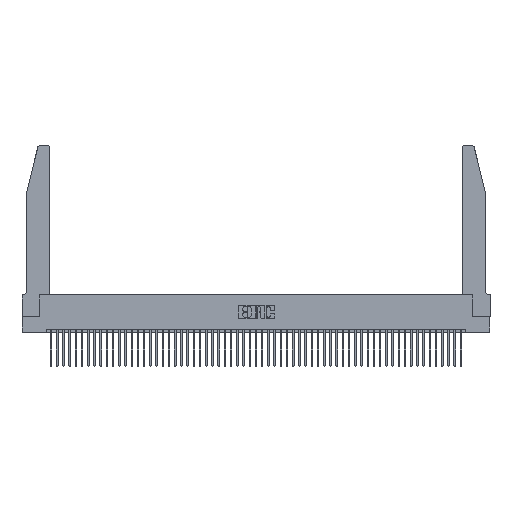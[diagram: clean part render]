
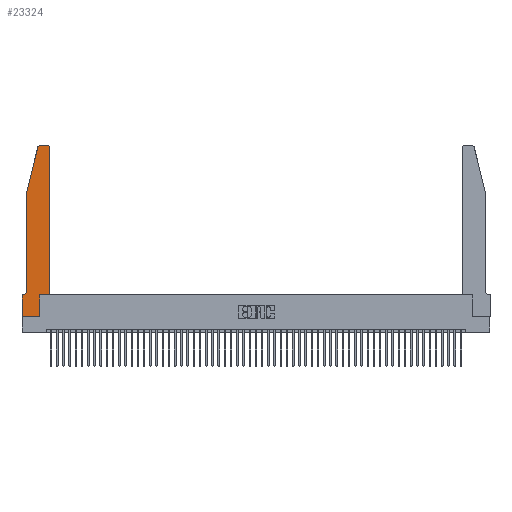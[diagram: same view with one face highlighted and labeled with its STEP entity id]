
A CAD part, top view. The second image highlights one B-rep face of the part: STEP entity #23324.
In plain terms, the highlighted planar face has unit normal (0, 0, 1).
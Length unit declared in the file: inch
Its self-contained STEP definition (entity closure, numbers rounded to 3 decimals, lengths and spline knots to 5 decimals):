
#347 = DIRECTION ( 'NONE',  ( 0., 0., 1. ) ) ;
#1256 = LINE ( 'NONE', #47972, #23638 ) ;
#1956 = PLANE ( 'NONE',  #36494 ) ;
#3547 = CARTESIAN_POINT ( 'NONE',  ( 0.4505, 2.72, 0.37 ) ) ;
#3731 = CARTESIAN_POINT ( 'NONE',  ( 0.284, 2.72, 0.37 ) ) ;
#4002 = DIRECTION ( 'NONE',  ( 0., -1., 0. ) ) ;
#4005 = VERTEX_POINT ( 'NONE', #51210 ) ;
#4231 = CARTESIAN_POINT ( 'NONE',  ( 0.4505, 0.35, 0.37 ) ) ;
#4659 = EDGE_CURVE ( 'NONE', #20054, #45073, #15147, .T. ) ;
#4797 = ORIENTED_EDGE ( 'NONE', *, *, #4659, .T. ) ;
#5420 = AXIS2_PLACEMENT_3D ( 'NONE', #25553, #347, #29689 ) ;
#5625 = CIRCLE ( 'NONE', #32942, 0.07 ) ;
#5897 = VERTEX_POINT ( 'NONE', #36310 ) ;
#6068 = EDGE_CURVE ( 'NONE', #5897, #22580, #24203, .T. ) ;
#6238 = DIRECTION ( 'NONE',  ( 1., 0., 0. ) ) ;
#7381 = CARTESIAN_POINT ( 'NONE',  ( 0.2605, 2.75, 0.37 ) ) ;
#7435 = LINE ( 'NONE', #7381, #39336 ) ;
#7991 = DIRECTION ( 'NONE',  ( 1., 0., 0. ) ) ;
#8293 = ORIENTED_EDGE ( 'NONE', *, *, #21242, .T. ) ;
#8489 = DIRECTION ( 'NONE',  ( 0., 1., 0. ) ) ;
#8717 = VERTEX_POINT ( 'NONE', #40528 ) ;
#9728 = CIRCLE ( 'NONE', #10133, 0.03 ) ;
#10133 = AXIS2_PLACEMENT_3D ( 'NONE', #3731, #32928, #7991 ) ;
#11591 = FACE_OUTER_BOUND ( 'NONE', #44581, .T. ) ;
#11657 = DIRECTION ( 'NONE',  ( -1., 0., 0. ) ) ;
#12081 = CARTESIAN_POINT ( 'NONE',  ( 0., 0.35, 0.37 ) ) ;
#12358 = EDGE_CURVE ( 'NONE', #8717, #46039, #9728, .T. ) ;
#12377 = ORIENTED_EDGE ( 'NONE', *, *, #43110, .T. ) ;
#14274 = VECTOR ( 'NONE', #33821, 39.37008 ) ;
#15052 = LINE ( 'NONE', #53811, #35749 ) ;
#15147 = LINE ( 'NONE', #23800, #24911 ) ;
#15597 = ORIENTED_EDGE ( 'NONE', *, *, #33321, .T. ) ;
#16531 = LINE ( 'NONE', #19087, #26309 ) ;
#18285 = VERTEX_POINT ( 'NONE', #38620 ) ;
#19087 = CARTESIAN_POINT ( 'NONE',  ( 0.0755, 0.35, 0.37 ) ) ;
#19947 = VECTOR ( 'NONE', #8489, 39.37008 ) ;
#20009 = CARTESIAN_POINT ( 'NONE',  ( 0.0055, 0.35, 0.37 ) ) ;
#20054 = VERTEX_POINT ( 'NONE', #40394 ) ;
#20767 = VERTEX_POINT ( 'NONE', #12081 ) ;
#21155 = CARTESIAN_POINT ( 'NONE',  ( 0.4205, 2.75, 0.37 ) ) ;
#21242 = EDGE_CURVE ( 'NONE', #20767, #5897, #1256, .T. ) ;
#21559 = VERTEX_POINT ( 'NONE', #21155 ) ;
#21755 = ORIENTED_EDGE ( 'NONE', *, *, #47211, .T. ) ;
#22530 = CIRCLE ( 'NONE', #5420, 0.03 ) ;
#22580 = VERTEX_POINT ( 'NONE', #31335 ) ;
#23324 = ADVANCED_FACE ( 'NONE', ( #11591 ), #1956, .T. ) ;
#23638 = VECTOR ( 'NONE', #52074, 39.37008 ) ;
#23800 = CARTESIAN_POINT ( 'NONE',  ( 0.4505, 0.35, 0.37 ) ) ;
#23809 = VECTOR ( 'NONE', #35145, 39.37008 ) ;
#23851 = DIRECTION ( 'NONE',  ( 0., 0., -1. ) ) ;
#24203 = LINE ( 'NONE', #41555, #35171 ) ;
#24911 = VECTOR ( 'NONE', #52694, 39.37008 ) ;
#25345 = LINE ( 'NONE', #29681, #14274 ) ;
#25553 = CARTESIAN_POINT ( 'NONE',  ( 0.4205, 2.72, 0.37 ) ) ;
#25709 = ORIENTED_EDGE ( 'NONE', *, *, #27712, .T. ) ;
#26309 = VECTOR ( 'NONE', #43871, 39.37008 ) ;
#26709 = EDGE_CURVE ( 'NONE', #21559, #8717, #7435, .T. ) ;
#27712 = EDGE_CURVE ( 'NONE', #22580, #20054, #45787, .T. ) ;
#29102 = DIRECTION ( 'NONE',  ( 1., 0., 0. ) ) ;
#29490 = VERTEX_POINT ( 'NONE', #3547 ) ;
#29681 = CARTESIAN_POINT ( 'NONE',  ( 0.0755, 2., 0.37 ) ) ;
#29689 = DIRECTION ( 'NONE',  ( 1., 0., 0. ) ) ;
#30274 = EDGE_CURVE ( 'NONE', #45073, #29490, #41952, .T. ) ;
#30343 = ORIENTED_EDGE ( 'NONE', *, *, #46797, .T. ) ;
#31008 = CARTESIAN_POINT ( 'NONE',  ( 0.2865, 0.35, 0.37 ) ) ;
#31247 = DIRECTION ( 'NONE',  ( 0., 0., 1. ) ) ;
#31335 = CARTESIAN_POINT ( 'NONE',  ( 0.2865, 0., 0.37 ) ) ;
#32928 = DIRECTION ( 'NONE',  ( 0., 0., 1. ) ) ;
#32942 = AXIS2_PLACEMENT_3D ( 'NONE', #48640, #23851, #52749 ) ;
#33321 = EDGE_CURVE ( 'NONE', #18285, #4005, #15052, .T. ) ;
#33821 = DIRECTION ( 'NONE',  ( -0.239, -0.971, 0. ) ) ;
#35145 = DIRECTION ( 'NONE',  ( 0., 1., 0. ) ) ;
#35171 = VECTOR ( 'NONE', #29102, 39.37008 ) ;
#35217 = CARTESIAN_POINT ( 'NONE',  ( 0., 0.35, 0.37 ) ) ;
#35749 = VECTOR ( 'NONE', #4002, 39.37008 ) ;
#36310 = CARTESIAN_POINT ( 'NONE',  ( 0., 0., 0.37 ) ) ;
#36494 = AXIS2_PLACEMENT_3D ( 'NONE', #35217, #31247, #6238 ) ;
#37464 = ORIENTED_EDGE ( 'NONE', *, *, #30274, .T. ) ;
#38620 = CARTESIAN_POINT ( 'NONE',  ( 0.0755, 2., 0.37 ) ) ;
#39083 = ORIENTED_EDGE ( 'NONE', *, *, #12358, .T. ) ;
#39336 = VECTOR ( 'NONE', #11657, 39.37008 ) ;
#40137 = CARTESIAN_POINT ( 'NONE',  ( 0.4505, 0.35, 0.37 ) ) ;
#40394 = CARTESIAN_POINT ( 'NONE',  ( 0.2865, 0.35, 0.37 ) ) ;
#40528 = CARTESIAN_POINT ( 'NONE',  ( 0.284, 2.75, 0.37 ) ) ;
#41555 = CARTESIAN_POINT ( 'NONE',  ( 0., 0., 0.37 ) ) ;
#41952 = LINE ( 'NONE', #4231, #19947 ) ;
#43110 = EDGE_CURVE ( 'NONE', #53267, #20767, #16531, .T. ) ;
#43362 = CARTESIAN_POINT ( 'NONE',  ( 0.25487, 2.72718, 0.37 ) ) ;
#43871 = DIRECTION ( 'NONE',  ( -1., 0., 0. ) ) ;
#44581 = EDGE_LOOP ( 'NONE', ( #50080, #39083, #30343, #15597, #21755, #12377, #8293, #54004, #25709, #4797, #37464, #46577 ) ) ;
#45073 = VERTEX_POINT ( 'NONE', #40137 ) ;
#45787 = LINE ( 'NONE', #31008, #23809 ) ;
#46039 = VERTEX_POINT ( 'NONE', #43362 ) ;
#46577 = ORIENTED_EDGE ( 'NONE', *, *, #48694, .T. ) ;
#46797 = EDGE_CURVE ( 'NONE', #46039, #18285, #25345, .T. ) ;
#47211 = EDGE_CURVE ( 'NONE', #4005, #53267, #5625, .T. ) ;
#47972 = CARTESIAN_POINT ( 'NONE',  ( 0., 0., 0.37 ) ) ;
#48640 = CARTESIAN_POINT ( 'NONE',  ( 0.0055, 0.42, 0.37 ) ) ;
#48694 = EDGE_CURVE ( 'NONE', #29490, #21559, #22530, .T. ) ;
#50080 = ORIENTED_EDGE ( 'NONE', *, *, #26709, .T. ) ;
#51210 = CARTESIAN_POINT ( 'NONE',  ( 0.0755, 0.42, 0.37 ) ) ;
#52074 = DIRECTION ( 'NONE',  ( 0., -1., 0. ) ) ;
#52694 = DIRECTION ( 'NONE',  ( 1., 0., 0. ) ) ;
#52749 = DIRECTION ( 'NONE',  ( -1., 0., 0. ) ) ;
#53267 = VERTEX_POINT ( 'NONE', #20009 ) ;
#53811 = CARTESIAN_POINT ( 'NONE',  ( 0.0755, 2., 0.37 ) ) ;
#54004 = ORIENTED_EDGE ( 'NONE', *, *, #6068, .T. ) ;
